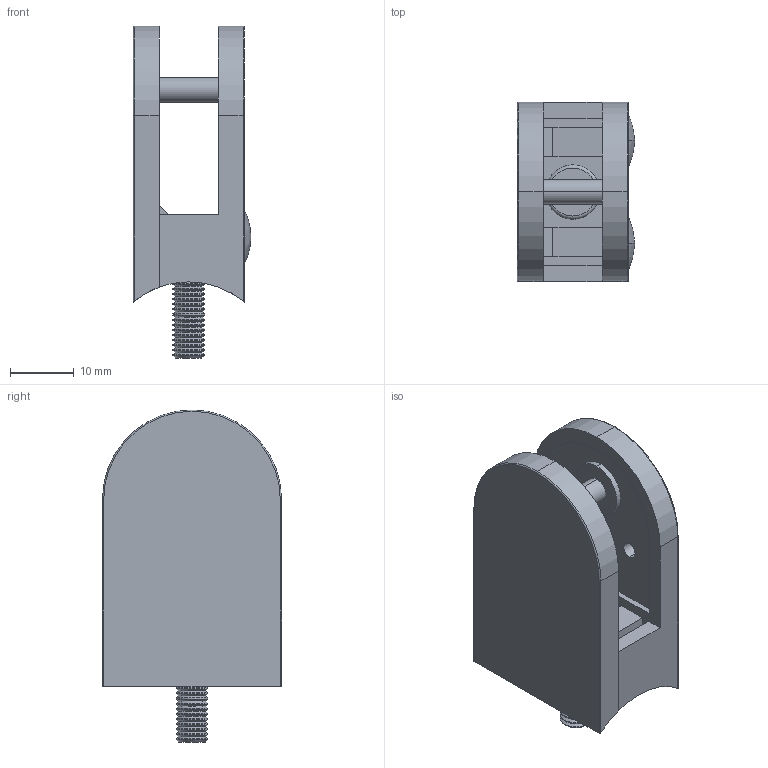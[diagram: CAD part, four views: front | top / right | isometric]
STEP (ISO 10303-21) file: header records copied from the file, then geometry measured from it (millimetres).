
FILE_DESCRIPTION (( 'STEP AP203' ), '1' );
FILE_NAME ('1626-V4A.STEP', '2017-02-24T09:16:44', ( '' ), ( '' ), 'SwSTEP 2.0', 'SolidWorks 2015', '' );
FILE_SCHEMA (( 'CONFIG_CONTROL_DESIGN' ));
Length unit declared in the file: millimetre
Products named in the file (7): 16-Stift_16-Stift; socket countersunk head screw_din_DIN 7991 - M4 x 10 --- 10S; 16xx-XXX Teil2_1626-V4A; 16-Kappe_16-Kappe; 16xx-XXX Teil1_1626-V4A; socket head thin cap screw_din_DIN 7984 - M5 x 16 --- 16S; 1626-V4A
Assembly tree (8 placements, depth 2):
  1626-V4A
    16xx-XXX Teil1_1626-V4A
    16xx-XXX Teil2_1626-V4A
    16-Stift_16-Stift
    socket countersunk head screw_din_DIN 7991 - M4 x 10 --- 10S  x2
    16-Kappe_16-Kappe  x2
    socket head thin cap screw_din_DIN 7984 - M5 x 16 --- 16S
Bounding box: 18.4 x 28 x 51.9 mm (x, y, z)
Volume: 9940.2 mm3; surface area: 9154.8 mm2
Topology: 8 solids, 19 shells, 1387 faces, 3622 edges, 2363 vertices
Faces by surface type: plane 638, bspline 359, cylinder 204, cone 172, torus 10, sphere 4
Entity records: 58581 total; most frequent: CARTESIAN_POINT 28089, ORIENTED_EDGE 6764, DIRECTION 4996, EDGE_CURVE 3382, VERTEX_POINT 2221, VECTOR 2076, LINE 2076, AXIS2_PLACEMENT_3D 1460
